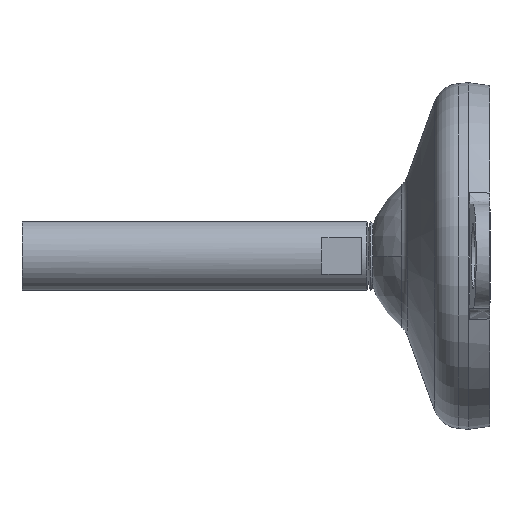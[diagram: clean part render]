
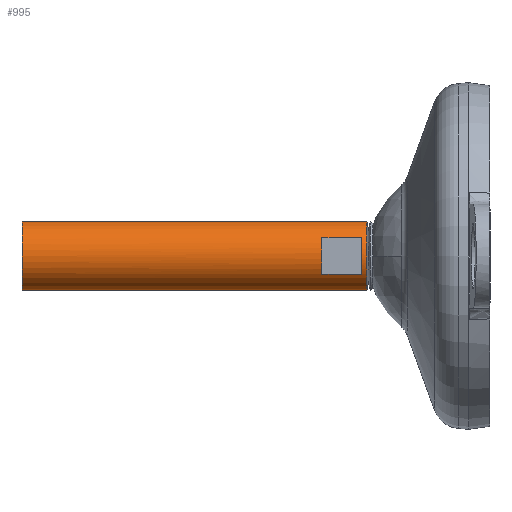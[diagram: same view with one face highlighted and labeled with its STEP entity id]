
A CAD part, left-side view. The second image highlights one B-rep face of the part: STEP entity #995.
In plain terms, the highlighted cylindrical face has radius 10 mm (diameter 20 mm), a partial arc.
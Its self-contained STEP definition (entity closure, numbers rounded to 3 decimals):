
#7 = LINE ( 'NONE', #956, #41 ) ;
#13 = DIRECTION ( 'NONE',  ( 0., -1., 0. ) ) ;
#41 = VECTOR ( 'NONE', #674, 1000. ) ;
#51 = EDGE_CURVE ( 'NONE', #998, #394, #110, .T. ) ;
#63 = VERTEX_POINT ( 'NONE', #1295 ) ;
#76 = CIRCLE ( 'NONE', #300, 10. ) ;
#110 = CIRCLE ( 'NONE', #862, 10. ) ;
#121 = DIRECTION ( 'NONE',  ( 0., 1., 0. ) ) ;
#125 = CYLINDRICAL_SURFACE ( 'NONE', #1129, 10. ) ;
#127 = AXIS2_PLACEMENT_3D ( 'NONE', #1179, #13, #1219 ) ;
#145 = CARTESIAN_POINT ( 'NONE',  ( -8.5, 0., -5.268 ) ) ;
#170 = LINE ( 'NONE', #1533, #1696 ) ;
#237 = CARTESIAN_POINT ( 'NONE',  ( -8.5, 48.5, 5.268 ) ) ;
#239 = CARTESIAN_POINT ( 'NONE',  ( 0., 37., 0. ) ) ;
#242 = ORIENTED_EDGE ( 'NONE', *, *, #1675, .F. ) ;
#286 = CARTESIAN_POINT ( 'NONE',  ( 0., 0., 0. ) ) ;
#293 = DIRECTION ( 'NONE',  ( 0., 0., -1. ) ) ;
#296 = EDGE_CURVE ( 'NONE', #820, #1127, #170, .T. ) ;
#300 = AXIS2_PLACEMENT_3D ( 'NONE', #1581, #121, #1015 ) ;
#314 = CARTESIAN_POINT ( 'NONE',  ( -8.5, 37., -5.268 ) ) ;
#359 = DIRECTION ( 'NONE',  ( 0., 0., -1. ) ) ;
#394 = VERTEX_POINT ( 'NONE', #314 ) ;
#420 = DIRECTION ( 'NONE',  ( 0., 1., 0. ) ) ;
#468 = CARTESIAN_POINT ( 'NONE',  ( 0., 35.5, -10. ) ) ;
#473 = CARTESIAN_POINT ( 'NONE',  ( 0., 35.5, 0. ) ) ;
#531 = VERTEX_POINT ( 'NONE', #237 ) ;
#542 = EDGE_CURVE ( 'NONE', #1404, #894, #7, .T. ) ;
#545 = DIRECTION ( 'NONE',  ( 0., -1., 0. ) ) ;
#569 = DIRECTION ( 'NONE',  ( 0., -1., 0. ) ) ;
#593 = LINE ( 'NONE', #1100, #1578 ) ;
#646 = CARTESIAN_POINT ( 'NONE',  ( 0., 135., 10. ) ) ;
#673 = FACE_BOUND ( 'NONE', #732, .T. ) ;
#674 = DIRECTION ( 'NONE',  ( 0., -1., 0. ) ) ;
#692 = ORIENTED_EDGE ( 'NONE', *, *, #51, .T. ) ;
#732 = EDGE_LOOP ( 'NONE', ( #978, #834, #1560, #692 ) ) ;
#761 = DIRECTION ( 'NONE',  ( 0., -1., 0. ) ) ;
#798 = CARTESIAN_POINT ( 'NONE',  ( -8.5, 37., 5.268 ) ) ;
#820 = VERTEX_POINT ( 'NONE', #882 ) ;
#830 = CIRCLE ( 'NONE', #1731, 10. ) ;
#834 = ORIENTED_EDGE ( 'NONE', *, *, #1579, .T. ) ;
#862 = AXIS2_PLACEMENT_3D ( 'NONE', #239, #761, #359 ) ;
#877 = DIRECTION ( 'NONE',  ( 0., -1., 0. ) ) ;
#882 = CARTESIAN_POINT ( 'NONE',  ( 0., 135., -10. ) ) ;
#894 = VERTEX_POINT ( 'NONE', #1036 ) ;
#944 = EDGE_CURVE ( 'NONE', #1404, #820, #1101, .T. ) ;
#956 = CARTESIAN_POINT ( 'NONE',  ( 0., 0., 10. ) ) ;
#978 = ORIENTED_EDGE ( 'NONE', *, *, #1724, .T. ) ;
#995 = ADVANCED_FACE ( 'NONE', ( #1493, #673 ), #125, .T. ) ;
#998 = VERTEX_POINT ( 'NONE', #798 ) ;
#1015 = DIRECTION ( 'NONE',  ( 0., 0., 1. ) ) ;
#1036 = CARTESIAN_POINT ( 'NONE',  ( 0., 35.5, 10. ) ) ;
#1046 = EDGE_CURVE ( 'NONE', #531, #998, #593, .T. ) ;
#1067 = LINE ( 'NONE', #145, #1522 ) ;
#1091 = ORIENTED_EDGE ( 'NONE', *, *, #542, .F. ) ;
#1100 = CARTESIAN_POINT ( 'NONE',  ( -8.5, 0., 5.268 ) ) ;
#1101 = CIRCLE ( 'NONE', #127, 10. ) ;
#1127 = VERTEX_POINT ( 'NONE', #468 ) ;
#1129 = AXIS2_PLACEMENT_3D ( 'NONE', #286, #545, #293 ) ;
#1179 = CARTESIAN_POINT ( 'NONE',  ( 0., 135., 0. ) ) ;
#1194 = ORIENTED_EDGE ( 'NONE', *, *, #296, .T. ) ;
#1219 = DIRECTION ( 'NONE',  ( 0., 0., -1. ) ) ;
#1228 = ORIENTED_EDGE ( 'NONE', *, *, #944, .T. ) ;
#1295 = CARTESIAN_POINT ( 'NONE',  ( -8.5, 48.5, -5.268 ) ) ;
#1404 = VERTEX_POINT ( 'NONE', #646 ) ;
#1406 = EDGE_LOOP ( 'NONE', ( #1091, #1228, #1194, #242 ) ) ;
#1413 = DIRECTION ( 'NONE',  ( 0., 0., -1. ) ) ;
#1493 = FACE_OUTER_BOUND ( 'NONE', #1406, .T. ) ;
#1522 = VECTOR ( 'NONE', #420, 1000. ) ;
#1533 = CARTESIAN_POINT ( 'NONE',  ( 0., 0., -10. ) ) ;
#1545 = DIRECTION ( 'NONE',  ( 0., -1., 0. ) ) ;
#1560 = ORIENTED_EDGE ( 'NONE', *, *, #1046, .T. ) ;
#1578 = VECTOR ( 'NONE', #569, 1000. ) ;
#1579 = EDGE_CURVE ( 'NONE', #63, #531, #76, .T. ) ;
#1581 = CARTESIAN_POINT ( 'NONE',  ( 0., 48.5, 0. ) ) ;
#1675 = EDGE_CURVE ( 'NONE', #894, #1127, #830, .T. ) ;
#1696 = VECTOR ( 'NONE', #877, 1000. ) ;
#1724 = EDGE_CURVE ( 'NONE', #394, #63, #1067, .T. ) ;
#1731 = AXIS2_PLACEMENT_3D ( 'NONE', #473, #1545, #1413 ) ;
